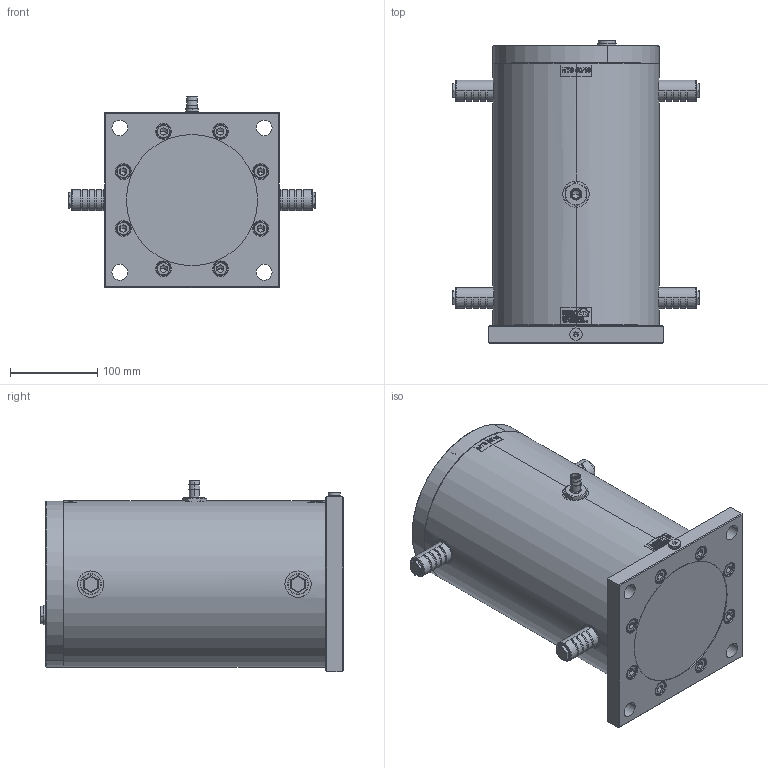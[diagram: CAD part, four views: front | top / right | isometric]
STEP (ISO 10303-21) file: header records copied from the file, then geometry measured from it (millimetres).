
FILE_DESCRIPTION (( 'STEP AP214' ), '1' );
FILE_NAME ('NTS 30-10 Kolbenvibrator #03508000.STEP', '2021-06-29T14:04:42', ( '' ), ( '' ), 'SwSTEP 2.0', 'SolidWorks 2015', '' );
FILE_SCHEMA (( 'AUTOMOTIVE_DESIGN' ));
Length unit declared in the file: millimetre
Products named in the file (1): NTS 30-10 Kolbenvibrator #03508000
Bounding box: 283 x 345.5 x 218.5 mm (x, y, z)
Volume: 9876220.5 mm3; surface area: 499941.6 mm2
Topology: 30 solids, 30 shells, 1267 faces, 3446 edges, 2336 vertices
Faces by surface type: cylinder 479, plane 434, cone 208, torus 114, sphere 32
Entity records: 50843 total; most frequent: CARTESIAN_POINT 17541, ORIENTED_EDGE 6704, DIRECTION 6636, EDGE_CURVE 3352, AXIS2_PLACEMENT_3D 2647, VERTEX_POINT 2336, EDGE_LOOP 1508, CIRCLE 1379
